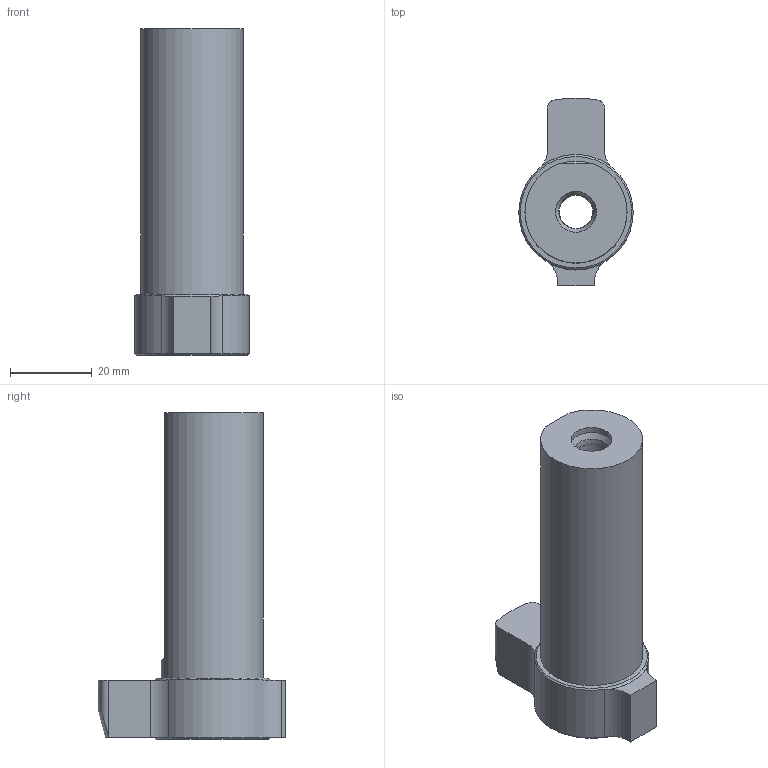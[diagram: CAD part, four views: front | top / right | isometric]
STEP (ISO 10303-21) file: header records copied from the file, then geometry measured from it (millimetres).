
FILE_DESCRIPTION((''),'1');
FILE_NAME('SL25-HDC12-65.stp','2020-04-01T07:09:20',(''),(''),'Spatial Interop R21 SP3','Kubotek KeyCreator 2011 V10.0.2 (22737)',' ');
FILE_SCHEMA(('automotive_design'));
Length unit declared in the file: millimetre
Products named in the file (1): Unnamed[1]
Bounding box: 28 x 45.94 x 80 mm (x, y, z)
Volume: 35731.2 mm3; surface area: 11346.7 mm2
Topology: 1 solids, 1 shells, 35 faces, 87 edges, 57 vertices
Faces by surface type: plane 16, cylinder 14, cone 5
Full cylindrical faces by diameter (mm): 8.2 x1, 10 x1, 12 x1, 12.5 x1, 25 x1
Entity records: 2167 total; most frequent: CARTESIAN_POINT 551, DIRECTION 170, ORIENTED_EDGE 150, PRESENTATION_STYLE_ASSIGNMENT 147, COLOUR_RGB 147, STYLED_ITEM 111, CURVE_STYLE 111, DRAUGHTING_PRE_DEFINED_CURVE_FONT 111
